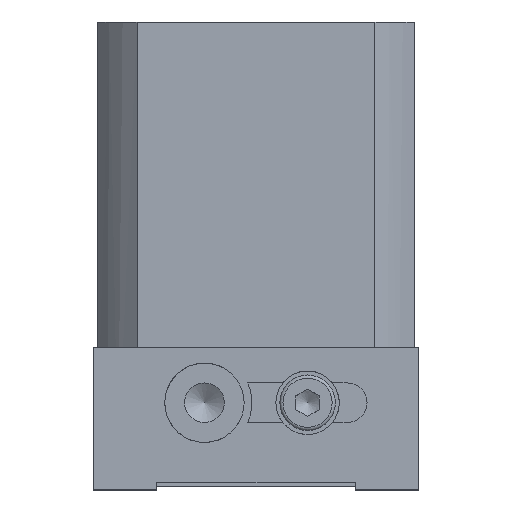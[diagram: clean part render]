
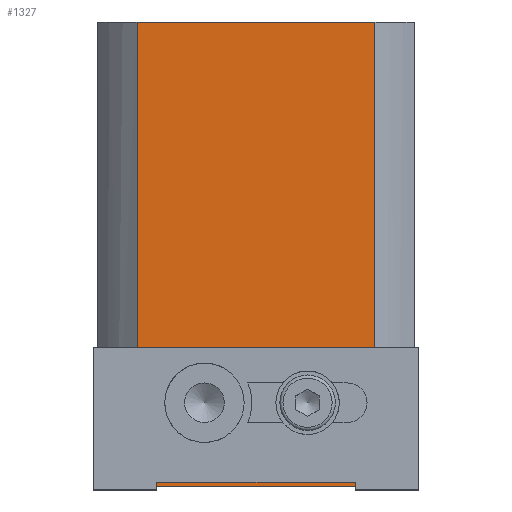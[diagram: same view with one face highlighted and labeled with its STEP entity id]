
A CAD part, left-side view. The second image highlights one B-rep face of the part: STEP entity #1327.
In plain terms, the highlighted planar face has unit normal (-1, 0, 0).
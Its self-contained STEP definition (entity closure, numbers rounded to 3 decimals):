
#1242=CARTESIAN_POINT('',(-20.0,26.5,-43.));
#1243=VERTEX_POINT('',#1242);
#1244=CARTESIAN_POINT('',(-20.0,26.5,-48.));
#1245=DIRECTION('',(1.0,0.0,0.0));
#1246=DIRECTION('',(0.0,0.0,-1.0));
#1247=AXIS2_PLACEMENT_3D('',#1244,#1245,#1246);
#1248=CIRCLE('',#1247,5.0);
#1249=EDGE_CURVE('',#1243,#1243,#1248,.T.);
#1274=CARTESIAN_POINT('',(-20.,35.,0.0));
#1275=DIRECTION('',(-1.0,0.0,0.0));
#1276=DIRECTION('',(0.0,0.0,1.0));
#1277=AXIS2_PLACEMENT_3D('',#1274,#1275,#1276);
#1278=PLANE('',#1277);
#1279=CARTESIAN_POINT('',(-20.,5.,0.0));
#1280=VERTEX_POINT('',#1279);
#1281=CARTESIAN_POINT('',(-20.,5.,-58.5));
#1282=VERTEX_POINT('',#1281);
#1283=CARTESIAN_POINT('',(-20.,5.,0.0));
#1284=DIRECTION('',(0.0,0.0,-1.0));
#1285=VECTOR('',#1284,58.5);
#1286=LINE('',#1283,#1285);
#1287=EDGE_CURVE('',#1280,#1282,#1286,.T.);
#1288=ORIENTED_EDGE('',*,*,#1287,.F.);
#1289=CARTESIAN_POINT('',(-20.,35.,0.0));
#1290=VERTEX_POINT('',#1289);
#1291=CARTESIAN_POINT('',(-20.,35.,0.0));
#1292=DIRECTION('',(0.0,-1.0,0.0));
#1293=VECTOR('',#1292,30.);
#1294=LINE('',#1291,#1293);
#1295=EDGE_CURVE('',#1290,#1280,#1294,.T.);
#1296=ORIENTED_EDGE('',*,*,#1295,.F.);
#1297=CARTESIAN_POINT('',(-20.0,35.,-58.5));
#1298=VERTEX_POINT('',#1297);
#1299=CARTESIAN_POINT('',(-20.,35.,0.0));
#1300=DIRECTION('',(0.0,0.0,-1.0));
#1301=VECTOR('',#1300,58.5);
#1302=LINE('',#1299,#1301);
#1303=EDGE_CURVE('',#1290,#1298,#1302,.T.);
#1304=ORIENTED_EDGE('',*,*,#1303,.T.);
#1305=CARTESIAN_POINT('',(-20.0,35.,-58.5));
#1306=DIRECTION('',(0.0,-1.0,0.0));
#1307=VECTOR('',#1306,30.);
#1308=LINE('',#1305,#1307);
#1309=EDGE_CURVE('',#1298,#1282,#1308,.T.);
#1310=ORIENTED_EDGE('',*,*,#1309,.T.);
#1311=EDGE_LOOP('',(#1288,#1296,#1304,#1310));
#1312=FACE_OUTER_BOUND('',#1311,.T.);
#1313=CARTESIAN_POINT('',(-20.,13.5,-43.));
#1314=VERTEX_POINT('',#1313);
#1315=CARTESIAN_POINT('',(-20.,13.5,-48.));
#1316=DIRECTION('',(1.0,0.0,0.0));
#1317=DIRECTION('',(0.0,0.0,-1.0));
#1318=AXIS2_PLACEMENT_3D('',#1315,#1316,#1317);
#1319=CIRCLE('',#1318,5.0);
#1320=EDGE_CURVE('',#1314,#1314,#1319,.T.);
#1321=ORIENTED_EDGE('',*,*,#1320,.T.);
#1322=EDGE_LOOP('',(#1321));
#1323=FACE_BOUND('',#1322,.T.);
#1324=ORIENTED_EDGE('',*,*,#1249,.T.);
#1325=EDGE_LOOP('',(#1324));
#1326=FACE_BOUND('',#1325,.T.);
#1327=ADVANCED_FACE('',(#1312,#1323,#1326),#1278,.T.);
